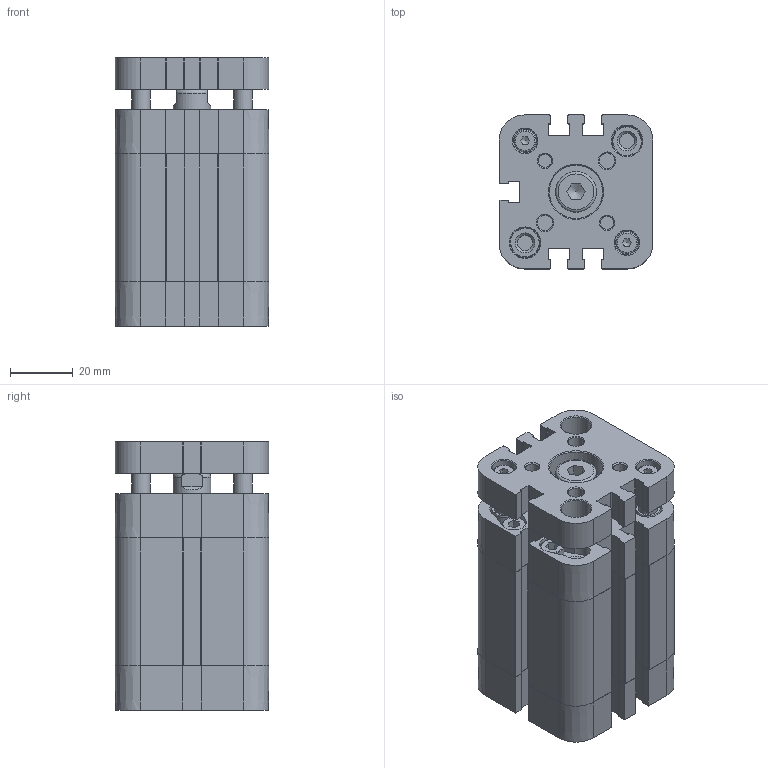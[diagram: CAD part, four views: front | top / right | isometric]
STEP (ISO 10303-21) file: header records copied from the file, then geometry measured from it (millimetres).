
FILE_DESCRIPTION(/* description */ (''),/* implementation_level */ '2;1');
FILE_NAME(/* name */ 'C-D-32-1000-A.stp',/* time_stamp */ '2015-10-28T14:38:08+01:00',/* author */ (''),/* organization */ (''),/* preprocessor_version */ 'ST-DEVELOPER v15.2',/* originating_system */ 'Autodesk Translator Framework v2.0.0.5431',/* authorisation */ '');
FILE_SCHEMA (('AUTOMOTIVE_DESIGN { 1 0 10303 214 3 1 1 }'));
Products named in the file (1): (Unsaved)
Bounding box: 49 x 49 x 85.5 mm (x, y, z)
Volume: 131251.9 mm3; surface area: 52111.3 mm2
Topology: 7 solids, 13 shells, 1674 faces, 4525 edges, 2962 vertices
Faces by surface type: bspline 757, plane 583, cylinder 230, cone 69, torus 35
Full cylindrical faces by diameter (mm): 2.5 x2, 3.242 x2, 4.134 x2, 4.6 x2, 4.917 x3, 5 x2, 5.2 x4, 6 x2, 6.647 x1, 7 x2, 7.5 x10, 8 x2, 8.566 x2, 9 x1, 9.5 x2, 12 x1, 12.54 x1, 13 x1, 13.7 x1, 14 x1, 16.32 x1, 16.5 x1, 17 x1, 32 x1
Entity records: 58454 total; most frequent: CARTESIAN_POINT 21786, ORIENTED_EDGE 8800, DIRECTION 5213, EDGE_CURVE 4380, VERTEX_POINT 2941, LINE 2255, VECTOR 2255, EDGE_LOOP 1919
